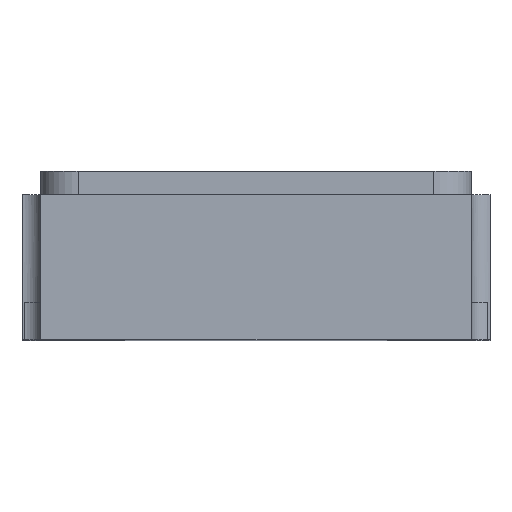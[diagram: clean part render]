
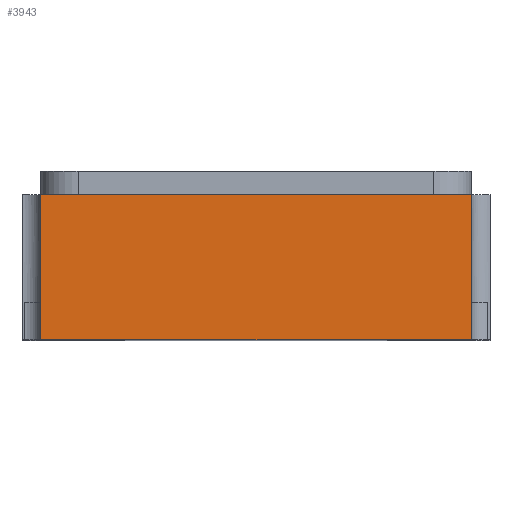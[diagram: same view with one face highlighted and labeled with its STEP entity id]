
A CAD part, top view. The second image highlights one B-rep face of the part: STEP entity #3943.
In plain terms, the highlighted planar face has unit normal (0, 0, 1).
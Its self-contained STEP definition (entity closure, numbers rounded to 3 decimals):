
#523 = VECTOR ( 'NONE', #793, 1000. ) ;
#594 = DIRECTION ( 'NONE',  ( -1., 0., 0. ) ) ;
#665 = CARTESIAN_POINT ( 'NONE',  ( -1.15, 0.775, 1.85 ) ) ;
#680 = LINE ( 'NONE', #2580, #523 ) ;
#793 = DIRECTION ( 'NONE',  ( 0., 1., 0. ) ) ;
#1045 = ORIENTED_EDGE ( 'NONE', *, *, #2987, .T. ) ;
#1198 = CARTESIAN_POINT ( 'NONE',  ( -1.15, 0.9, 1.85 ) ) ;
#1404 = VECTOR ( 'NONE', #5486, 1000. ) ;
#1673 = CARTESIAN_POINT ( 'NONE',  ( 1.15, 0., 1.85 ) ) ;
#1719 = DIRECTION ( 'NONE',  ( 0., -1., 0. ) ) ;
#2150 = VECTOR ( 'NONE', #1719, 1000. ) ;
#2171 = EDGE_CURVE ( 'NONE', #3403, #3087, #4577, .T. ) ;
#2321 = EDGE_LOOP ( 'NONE', ( #4080, #1045, #4059, #4186 ) ) ;
#2408 = DIRECTION ( 'NONE',  ( 0., 0., -1. ) ) ;
#2580 = CARTESIAN_POINT ( 'NONE',  ( 1.15, 0.9, 1.85 ) ) ;
#2634 = LINE ( 'NONE', #4134, #1404 ) ;
#2987 = EDGE_CURVE ( 'NONE', #3906, #3403, #3078, .T. ) ;
#3078 = LINE ( 'NONE', #1198, #2150 ) ;
#3087 = VERTEX_POINT ( 'NONE', #1673 ) ;
#3298 = EDGE_CURVE ( 'NONE', #3906, #5664, #2634, .T. ) ;
#3314 = CARTESIAN_POINT ( 'NONE',  ( -1.25, 0.9, 1.85 ) ) ;
#3391 = VECTOR ( 'NONE', #4260, 1000. ) ;
#3403 = VERTEX_POINT ( 'NONE', #5528 ) ;
#3840 = FACE_OUTER_BOUND ( 'NONE', #2321, .T. ) ;
#3906 = VERTEX_POINT ( 'NONE', #665 ) ;
#3943 = ADVANCED_FACE ( 'NONE', ( #3840 ), #5100, .F. ) ;
#4059 = ORIENTED_EDGE ( 'NONE', *, *, #2171, .T. ) ;
#4080 = ORIENTED_EDGE ( 'NONE', *, *, #3298, .F. ) ;
#4134 = CARTESIAN_POINT ( 'NONE',  ( -1.25, 0.775, 1.85 ) ) ;
#4186 = ORIENTED_EDGE ( 'NONE', *, *, #5740, .T. ) ;
#4260 = DIRECTION ( 'NONE',  ( 1., 0., 0. ) ) ;
#4577 = LINE ( 'NONE', #4722, #3391 ) ;
#4722 = CARTESIAN_POINT ( 'NONE',  ( -1.25, 0., 1.85 ) ) ;
#5100 = PLANE ( 'NONE',  #5694 ) ;
#5277 = CARTESIAN_POINT ( 'NONE',  ( 1.15, 0.775, 1.85 ) ) ;
#5486 = DIRECTION ( 'NONE',  ( 1., 0., 0. ) ) ;
#5528 = CARTESIAN_POINT ( 'NONE',  ( -1.15, 0., 1.85 ) ) ;
#5664 = VERTEX_POINT ( 'NONE', #5277 ) ;
#5694 = AXIS2_PLACEMENT_3D ( 'NONE', #3314, #2408, #594 ) ;
#5740 = EDGE_CURVE ( 'NONE', #3087, #5664, #680, .T. ) ;
